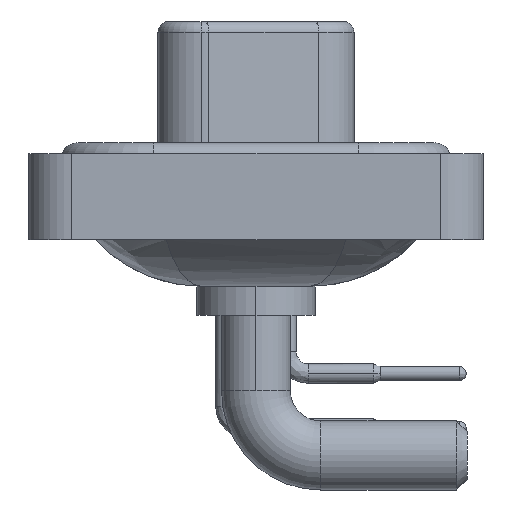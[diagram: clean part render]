
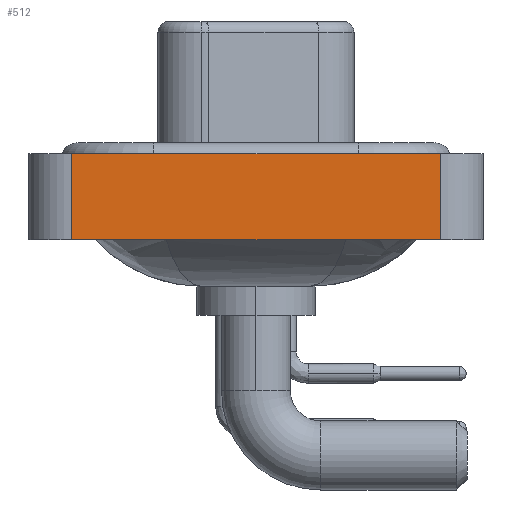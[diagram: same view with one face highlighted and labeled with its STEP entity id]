
A CAD part, left-side view. The second image highlights one B-rep face of the part: STEP entity #512.
In plain terms, the highlighted planar face has unit normal (-1, 0, 0).
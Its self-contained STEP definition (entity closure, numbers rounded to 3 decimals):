
#512 = ADVANCED_FACE ( 'NONE', ( #2702 ), #935, .T. ) ;
#594 = DIRECTION ( 'NONE',  ( 0., -1., 0. ) ) ;
#935 = PLANE ( 'NONE',  #19849 ) ;
#1171 = VECTOR ( 'NONE', #594, 1000. ) ;
#1312 = EDGE_CURVE ( 'NONE', #6932, #20230, #9500, .T. ) ;
#1477 = VECTOR ( 'NONE', #18274, 1000. ) ;
#2445 = VECTOR ( 'NONE', #6690, 1000. ) ;
#2702 = FACE_OUTER_BOUND ( 'NONE', #8229, .T. ) ;
#3044 = LINE ( 'NONE', #18036, #1171 ) ;
#3525 = CARTESIAN_POINT ( 'NONE',  ( -7.35, -8.55, -3.6 ) ) ;
#4231 = CARTESIAN_POINT ( 'NONE',  ( -7.35, -8.55, -3.6 ) ) ;
#4492 = ORIENTED_EDGE ( 'NONE', *, *, #18628, .F. ) ;
#4518 = ORIENTED_EDGE ( 'NONE', *, *, #13413, .T. ) ;
#6690 = DIRECTION ( 'NONE',  ( 0., 0., 1. ) ) ;
#6932 = VERTEX_POINT ( 'NONE', #15492 ) ;
#8229 = EDGE_LOOP ( 'NONE', ( #18055, #4492, #22142, #4518 ) ) ;
#8428 = CARTESIAN_POINT ( 'NONE',  ( -7.35, 8.55, 0.4 ) ) ;
#9500 = LINE ( 'NONE', #22865, #1477 ) ;
#9623 = CARTESIAN_POINT ( 'NONE',  ( -7.35, -8.55, -3.6 ) ) ;
#10594 = CARTESIAN_POINT ( 'NONE',  ( -7.35, -8.55, -3.6 ) ) ;
#11635 = DIRECTION ( 'NONE',  ( -1., 0., 0. ) ) ;
#11779 = DIRECTION ( 'NONE',  ( 0., 0., 1. ) ) ;
#13413 = EDGE_CURVE ( 'NONE', #6932, #16678, #19210, .T. ) ;
#14462 = VECTOR ( 'NONE', #26263, 1000. ) ;
#15492 = CARTESIAN_POINT ( 'NONE',  ( -7.35, 8.55, -3.6 ) ) ;
#16043 = CARTESIAN_POINT ( 'NONE',  ( -7.35, -8.55, 0.4 ) ) ;
#16678 = VERTEX_POINT ( 'NONE', #3525 ) ;
#18036 = CARTESIAN_POINT ( 'NONE',  ( -7.35, -8.55, 0.4 ) ) ;
#18055 = ORIENTED_EDGE ( 'NONE', *, *, #20620, .T. ) ;
#18274 = DIRECTION ( 'NONE',  ( 0., 0., 1. ) ) ;
#18628 = EDGE_CURVE ( 'NONE', #20230, #23469, #3044, .T. ) ;
#19210 = LINE ( 'NONE', #4231, #14462 ) ;
#19849 = AXIS2_PLACEMENT_3D ( 'NONE', #9623, #11635, #11779 ) ;
#20230 = VERTEX_POINT ( 'NONE', #8428 ) ;
#20620 = EDGE_CURVE ( 'NONE', #16678, #23469, #28109, .T. ) ;
#22142 = ORIENTED_EDGE ( 'NONE', *, *, #1312, .F. ) ;
#22865 = CARTESIAN_POINT ( 'NONE',  ( -7.35, 8.55, -3.6 ) ) ;
#23469 = VERTEX_POINT ( 'NONE', #16043 ) ;
#26263 = DIRECTION ( 'NONE',  ( 0., -1., 0. ) ) ;
#28109 = LINE ( 'NONE', #10594, #2445 ) ;
